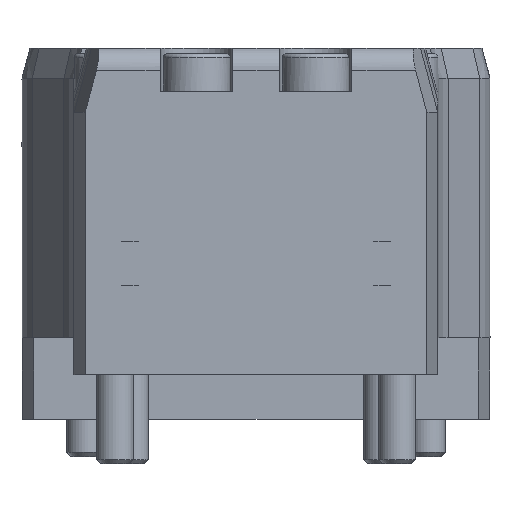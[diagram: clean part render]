
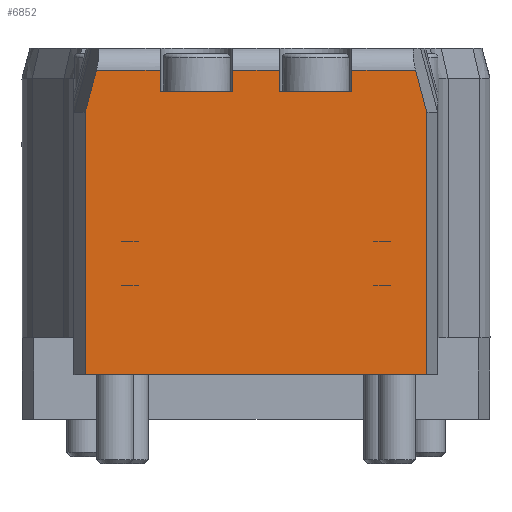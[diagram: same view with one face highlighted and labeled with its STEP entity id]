
A CAD part, front view. The second image highlights one B-rep face of the part: STEP entity #6852.
In plain terms, the highlighted planar face has unit normal (0, -1, 0).
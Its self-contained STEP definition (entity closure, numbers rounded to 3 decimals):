
#361=LINE('',#10090,#873);
#364=LINE('',#10097,#876);
#398=LINE('',#10260,#910);
#401=LINE('',#10267,#913);
#528=LINE('',#10955,#1040);
#529=LINE('',#10959,#1041);
#537=LINE('',#10973,#1049);
#538=LINE('',#10977,#1050);
#547=LINE('',#10994,#1059);
#548=LINE('',#10998,#1060);
#555=LINE('',#11016,#1067);
#558=LINE('',#11022,#1070);
#591=LINE('',#11147,#1103);
#636=LINE('',#11273,#1148);
#702=LINE('',#11440,#1214);
#703=LINE('',#11442,#1215);
#873=VECTOR('',#8029,10.);
#876=VECTOR('',#8034,10.);
#910=VECTOR('',#8146,10.);
#913=VECTOR('',#8151,10.);
#1040=VECTOR('',#8756,10.);
#1041=VECTOR('',#8761,10.);
#1049=VECTOR('',#8777,10.);
#1050=VECTOR('',#8782,10.);
#1059=VECTOR('',#8803,10.);
#1060=VECTOR('',#8808,10.);
#1067=VECTOR('',#8831,10.);
#1070=VECTOR('',#8836,10.);
#1103=VECTOR('',#8941,10.);
#1148=VECTOR('',#9042,10.);
#1214=VECTOR('',#9226,10.);
#1215=VECTOR('',#9229,10.);
#1635=FACE_OUTER_BOUND('',#2029,.T.);
#2029=EDGE_LOOP('',(#5645,#5646,#5647,#5648,#5649,#5650,#5651,#5652,#5653,
#5654,#5655,#5656,#5657,#5658,#5659,#5660));
#2579=VERTEX_POINT('',#10040);
#2589=VERTEX_POINT('',#10089);
#2592=VERTEX_POINT('',#10095);
#2630=VERTEX_POINT('',#10210);
#2640=VERTEX_POINT('',#10259);
#2643=VERTEX_POINT('',#10265);
#2881=VERTEX_POINT('',#10952);
#2882=VERTEX_POINT('',#10957);
#2884=VERTEX_POINT('',#10970);
#2885=VERTEX_POINT('',#10975);
#2888=VERTEX_POINT('',#10997);
#2891=VERTEX_POINT('',#11014);
#2893=VERTEX_POINT('',#11020);
#2925=VERTEX_POINT('',#11146);
#2959=VERTEX_POINT('',#11258);
#2966=VERTEX_POINT('',#11271);
#3320=EDGE_CURVE('',#2589,#2579,#361,.T.);
#3324=EDGE_CURVE('',#2579,#2592,#364,.T.);
#3389=EDGE_CURVE('',#2640,#2630,#398,.T.);
#3393=EDGE_CURVE('',#2630,#2643,#401,.T.);
#3699=EDGE_CURVE('',#2881,#2589,#528,.T.);
#3701=EDGE_CURVE('',#2592,#2882,#529,.T.);
#3710=EDGE_CURVE('',#2884,#2640,#537,.T.);
#3712=EDGE_CURVE('',#2643,#2885,#538,.T.);
#3721=EDGE_CURVE('',#2881,#2885,#547,.T.);
#3722=EDGE_CURVE('',#2884,#2888,#548,.T.);
#3731=EDGE_CURVE('',#2891,#2882,#555,.T.);
#3734=EDGE_CURVE('',#2891,#2893,#558,.T.);
#3786=EDGE_CURVE('',#2925,#2888,#591,.T.);
#3843=EDGE_CURVE('',#2966,#2959,#636,.T.);
#3927=EDGE_CURVE('',#2966,#2925,#702,.T.);
#3928=EDGE_CURVE('',#2959,#2893,#703,.T.);
#5645=ORIENTED_EDGE('',*,*,#3927,.T.);
#5646=ORIENTED_EDGE('',*,*,#3786,.T.);
#5647=ORIENTED_EDGE('',*,*,#3722,.F.);
#5648=ORIENTED_EDGE('',*,*,#3710,.T.);
#5649=ORIENTED_EDGE('',*,*,#3389,.T.);
#5650=ORIENTED_EDGE('',*,*,#3393,.T.);
#5651=ORIENTED_EDGE('',*,*,#3712,.T.);
#5652=ORIENTED_EDGE('',*,*,#3721,.F.);
#5653=ORIENTED_EDGE('',*,*,#3699,.T.);
#5654=ORIENTED_EDGE('',*,*,#3320,.T.);
#5655=ORIENTED_EDGE('',*,*,#3324,.T.);
#5656=ORIENTED_EDGE('',*,*,#3701,.T.);
#5657=ORIENTED_EDGE('',*,*,#3731,.F.);
#5658=ORIENTED_EDGE('',*,*,#3734,.T.);
#5659=ORIENTED_EDGE('',*,*,#3928,.F.);
#5660=ORIENTED_EDGE('',*,*,#3843,.F.);
#6179=PLANE('',#7514);
#6852=ADVANCED_FACE('',(#1635),#6179,.T.);
#7514=AXIS2_PLACEMENT_3D('',#11441,#9227,#9228);
#8029=DIRECTION('',(-1.,0.,0.));
#8034=DIRECTION('',(-1.,0.,0.));
#8146=DIRECTION('',(-1.,0.,0.));
#8151=DIRECTION('',(-1.,0.,0.));
#8756=DIRECTION('',(0.,0.,-1.));
#8761=DIRECTION('',(0.,0.,1.));
#8777=DIRECTION('',(0.,0.,-1.));
#8782=DIRECTION('',(0.,0.,1.));
#8803=DIRECTION('',(1.,0.,0.));
#8808=DIRECTION('',(1.,0.,0.));
#8831=DIRECTION('',(1.,0.,0.));
#8836=DIRECTION('',(-0.259,0.,-0.966));
#8941=DIRECTION('',(-0.259,0.,0.966));
#9042=DIRECTION('',(-1.,0.,0.));
#9226=DIRECTION('',(0.,0.,1.));
#9227=DIRECTION('center_axis',(0.,-1.,0.));
#9228=DIRECTION('ref_axis',(1.,0.,0.));
#9229=DIRECTION('',(0.,0.,1.));
#10040=CARTESIAN_POINT('',(-4.,-12.25,16.6));
#10089=CARTESIAN_POINT('',(-1.55,-12.25,16.6));
#10090=CARTESIAN_POINT('',(-7.75,-12.25,16.6));
#10095=CARTESIAN_POINT('',(-6.45,-12.25,16.6));
#10097=CARTESIAN_POINT('',(-7.75,-12.25,16.6));
#10210=CARTESIAN_POINT('',(4.,-12.25,16.6));
#10259=CARTESIAN_POINT('',(6.45,-12.25,16.6));
#10260=CARTESIAN_POINT('',(-3.75,-12.25,16.6));
#10265=CARTESIAN_POINT('',(1.55,-12.25,16.6));
#10267=CARTESIAN_POINT('',(-3.75,-12.25,16.6));
#10952=CARTESIAN_POINT('',(-1.55,-12.25,18.));
#10955=CARTESIAN_POINT('',(-1.55,-12.25,14.75));
#10957=CARTESIAN_POINT('',(-6.45,-12.25,18.));
#10959=CARTESIAN_POINT('',(-6.45,-12.25,14.75));
#10970=CARTESIAN_POINT('',(6.45,-12.25,18.));
#10973=CARTESIAN_POINT('',(6.45,-12.25,14.75));
#10975=CARTESIAN_POINT('',(1.55,-12.25,18.));
#10977=CARTESIAN_POINT('',(1.55,-12.25,14.75));
#10994=CARTESIAN_POINT('',(-5.75,-12.25,18.));
#10997=CARTESIAN_POINT('',(10.742,-12.25,18.));
#10998=CARTESIAN_POINT('',(-5.75,-12.25,18.));
#11014=CARTESIAN_POINT('',(-10.742,-12.25,18.));
#11016=CARTESIAN_POINT('',(-5.75,-12.25,18.));
#11020=CARTESIAN_POINT('',(-11.5,-12.25,15.173));
#11022=CARTESIAN_POINT('',(-13.408,-12.25,8.052));
#11146=CARTESIAN_POINT('',(11.5,-12.25,15.173));
#11147=CARTESIAN_POINT('',(12.638,-12.25,10.927));
#11258=CARTESIAN_POINT('',(-11.5,-12.25,-2.5));
#11271=CARTESIAN_POINT('',(11.5,-12.25,-2.5));
#11273=CARTESIAN_POINT('',(11.5,-12.25,-2.5));
#11440=CARTESIAN_POINT('',(11.5,-12.25,0.));
#11441=CARTESIAN_POINT('Origin',(-11.5,-12.25,0.));
#11442=CARTESIAN_POINT('',(-11.5,-12.25,0.));
